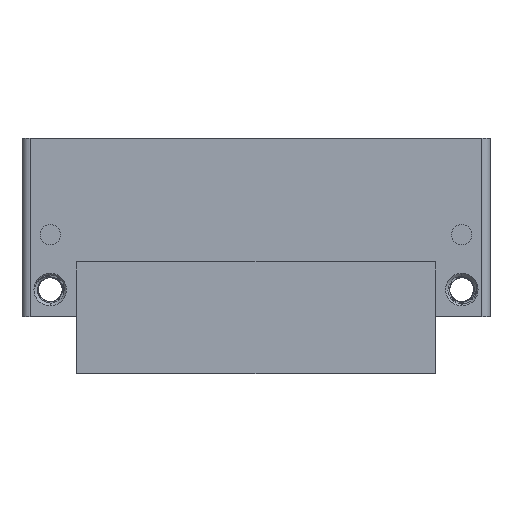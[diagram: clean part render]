
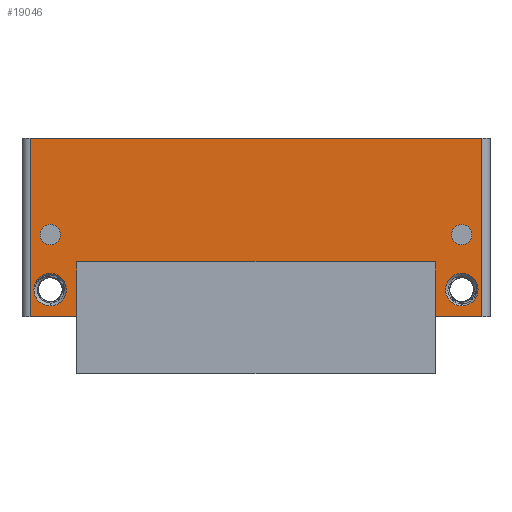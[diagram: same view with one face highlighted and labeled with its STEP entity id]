
A CAD part, front view. The second image highlights one B-rep face of the part: STEP entity #19046.
In plain terms, the highlighted planar face has unit normal (0, -1, 0).
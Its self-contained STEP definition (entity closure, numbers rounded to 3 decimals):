
#2556=DIRECTION('',(0.,0.,1.));
#2557=VECTOR('',#2556,8.74);
#2558=CARTESIAN_POINT('',(-11.08,-1.93,-5.99));
#2559=LINE('',#2558,#2557);
#2564=DIRECTION('',(-1.,0.,0.));
#2565=VECTOR('',#2564,22.16);
#2566=CARTESIAN_POINT('',(11.08,-1.93,2.75));
#2567=LINE('',#2566,#2565);
#2568=DIRECTION('',(1.,0.,0.));
#2569=VECTOR('',#2568,17.58);
#2570=CARTESIAN_POINT('',(-8.79,-1.93,-3.31));
#2571=LINE('',#2570,#2569);
#2572=DIRECTION('',(0.,0.,1.));
#2573=VECTOR('',#2572,2.68);
#2574=CARTESIAN_POINT('',(-8.79,-1.93,-5.99));
#2575=LINE('',#2574,#2573);
#2576=CARTESIAN_POINT('',(10.095,-1.93,-1.97));
#2577=DIRECTION('',(0.,1.,0.));
#2578=DIRECTION('',(0.,0.,-1.));
#2579=AXIS2_PLACEMENT_3D('',#2576,#2577,#2578);
#2581=CARTESIAN_POINT('',(10.095,-1.93,-1.97));
#2582=DIRECTION('',(0.,1.,0.));
#2583=DIRECTION('',(0.,0.,1.));
#2584=AXIS2_PLACEMENT_3D('',#2581,#2582,#2583);
#2586=CARTESIAN_POINT('',(-10.095,-1.93,-1.97));
#2587=DIRECTION('',(0.,1.,0.));
#2588=DIRECTION('',(0.,0.,-1.));
#2589=AXIS2_PLACEMENT_3D('',#2586,#2587,#2588);
#2591=CARTESIAN_POINT('',(-10.095,-1.93,-1.97));
#2592=DIRECTION('',(0.,1.,0.));
#2593=DIRECTION('',(0.,0.,1.));
#2594=AXIS2_PLACEMENT_3D('',#2591,#2592,#2593);
#2596=CARTESIAN_POINT('',(10.095,-1.93,-4.67));
#2597=DIRECTION('',(0.,1.,0.));
#2598=DIRECTION('',(0.,0.,-1.));
#2599=AXIS2_PLACEMENT_3D('',#2596,#2597,#2598);
#2601=CARTESIAN_POINT('',(10.095,-1.93,-4.67));
#2602=DIRECTION('',(0.,1.,0.));
#2603=DIRECTION('',(0.,0.,1.));
#2604=AXIS2_PLACEMENT_3D('',#2601,#2602,#2603);
#2606=CARTESIAN_POINT('',(-10.095,-1.93,-4.67));
#2607=DIRECTION('',(0.,1.,0.));
#2608=DIRECTION('',(0.,0.,-1.));
#2609=AXIS2_PLACEMENT_3D('',#2606,#2607,#2608);
#2611=CARTESIAN_POINT('',(-10.095,-1.93,-4.67));
#2612=DIRECTION('',(0.,1.,0.));
#2613=DIRECTION('',(0.,0.,1.));
#2614=AXIS2_PLACEMENT_3D('',#2611,#2612,#2613);
#2620=DIRECTION('',(0.,0.,-1.));
#2621=VECTOR('',#2620,8.74);
#2622=CARTESIAN_POINT('',(11.08,-1.93,2.75));
#2623=LINE('',#2622,#2621);
#2673=DIRECTION('',(-1.,0.,0.));
#2674=VECTOR('',#2673,2.29);
#2675=CARTESIAN_POINT('',(11.08,-1.93,-5.99));
#2676=LINE('',#2675,#2674);
#2702=DIRECTION('',(-1.,0.,0.));
#2703=VECTOR('',#2702,2.29);
#2704=CARTESIAN_POINT('',(-8.79,-1.93,-5.99));
#2705=LINE('',#2704,#2703);
#2764=DIRECTION('',(0.,0.,1.));
#2765=VECTOR('',#2764,2.68);
#2766=CARTESIAN_POINT('',(8.79,-1.93,-5.99));
#2767=LINE('',#2766,#2765);
#13050=CARTESIAN_POINT('',(-10.095,-1.93,-5.47));
#13052=VERTEX_POINT('',#13050);
#13173=CARTESIAN_POINT('',(-8.79,-1.93,-3.31));
#13175=VERTEX_POINT('',#13173);
#13198=CARTESIAN_POINT('',(-10.095,-1.93,-2.47));
#13200=VERTEX_POINT('',#13198);
#13240=CARTESIAN_POINT('',(11.08,-1.93,2.75));
#13242=VERTEX_POINT('',#13240);
#13383=CARTESIAN_POINT('',(10.095,-1.93,-1.47));
#13385=VERTEX_POINT('',#13383);
#14123=CARTESIAN_POINT('',(-10.095,-1.93,-1.47));
#14125=VERTEX_POINT('',#14123);
#14172=CARTESIAN_POINT('',(-10.095,-1.93,-3.87));
#14173=VERTEX_POINT('',#14172);
#14446=CARTESIAN_POINT('',(-8.79,-1.93,-5.99));
#14447=CARTESIAN_POINT('',(-11.08,-1.93,-5.99));
#14448=VERTEX_POINT('',#14446);
#14449=VERTEX_POINT('',#14447);
#14480=CARTESIAN_POINT('',(-11.08,-1.93,2.75));
#14481=VERTEX_POINT('',#14480);
#14518=CARTESIAN_POINT('',(10.095,-1.93,-3.87));
#14519=CARTESIAN_POINT('',(10.095,-1.93,-5.47));
#14520=VERTEX_POINT('',#14518);
#14521=VERTEX_POINT('',#14519);
#14936=CARTESIAN_POINT('',(8.79,-1.93,-3.31));
#14937=VERTEX_POINT('',#14936);
#14960=CARTESIAN_POINT('',(10.095,-1.93,-2.47));
#14961=VERTEX_POINT('',#14960);
#14982=CARTESIAN_POINT('',(11.08,-1.93,-5.99));
#14983=CARTESIAN_POINT('',(8.79,-1.93,-5.99));
#14984=VERTEX_POINT('',#14982);
#14985=VERTEX_POINT('',#14983);
#19001=CARTESIAN_POINT('',(-11.48,-1.93,2.75));
#19002=DIRECTION('',(0.,1.,0.));
#19003=DIRECTION('',(0.,0.,1.));
#19004=AXIS2_PLACEMENT_3D('',#19001,#19002,#19003);
#19005=PLANE('',#19004);
#19006=ORIENTED_EDGE('',*,*,#15469,.F.);
#19008=ORIENTED_EDGE('',*,*,#19007,.T.);
#19010=ORIENTED_EDGE('',*,*,#19009,.T.);
#19012=ORIENTED_EDGE('',*,*,#19011,.T.);
#19014=ORIENTED_EDGE('',*,*,#19013,.F.);
#19016=ORIENTED_EDGE('',*,*,#19015,.F.);
#19018=ORIENTED_EDGE('',*,*,#19017,.T.);
#19019=ORIENTED_EDGE('',*,*,#18993,.T.);
#19020=EDGE_LOOP('',(#19006,#19008,#19010,#19012,#19014,#19016,#19018,#19019));
#19021=FACE_OUTER_BOUND('',#19020,.F.);
#19023=ORIENTED_EDGE('',*,*,#19022,.F.);
#19025=ORIENTED_EDGE('',*,*,#19024,.F.);
#19026=EDGE_LOOP('',(#19023,#19025));
#19027=FACE_BOUND('',#19026,.F.);
#19029=ORIENTED_EDGE('',*,*,#19028,.F.);
#19031=ORIENTED_EDGE('',*,*,#19030,.F.);
#19032=EDGE_LOOP('',(#19029,#19031));
#19033=FACE_BOUND('',#19032,.F.);
#19035=ORIENTED_EDGE('',*,*,#19034,.F.);
#19037=ORIENTED_EDGE('',*,*,#19036,.F.);
#19038=EDGE_LOOP('',(#19035,#19037));
#19039=FACE_BOUND('',#19038,.F.);
#19041=ORIENTED_EDGE('',*,*,#19040,.F.);
#19043=ORIENTED_EDGE('',*,*,#19042,.F.);
#19044=EDGE_LOOP('',(#19041,#19043));
#19045=FACE_BOUND('',#19044,.F.);
#2580=CIRCLE('',#2579,0.5);
#2585=CIRCLE('',#2584,0.5);
#2590=CIRCLE('',#2589,0.5);
#2595=CIRCLE('',#2594,0.5);
#2600=CIRCLE('',#2599,0.8);
#2605=CIRCLE('',#2604,0.8);
#2610=CIRCLE('',#2609,0.8);
#2615=CIRCLE('',#2614,0.8);
#15469=EDGE_CURVE('',#13242,#14481,#2567,.T.);
#18993=EDGE_CURVE('',#14449,#14481,#2559,.T.);
#19007=EDGE_CURVE('',#13242,#14984,#2623,.T.);
#19009=EDGE_CURVE('',#14984,#14985,#2676,.T.);
#19011=EDGE_CURVE('',#14985,#14937,#2767,.T.);
#19013=EDGE_CURVE('',#13175,#14937,#2571,.T.);
#19015=EDGE_CURVE('',#14448,#13175,#2575,.T.);
#19017=EDGE_CURVE('',#14448,#14449,#2705,.T.);
#19022=EDGE_CURVE('',#14961,#13385,#2580,.T.);
#19024=EDGE_CURVE('',#13385,#14961,#2585,.T.);
#19028=EDGE_CURVE('',#13200,#14125,#2590,.T.);
#19030=EDGE_CURVE('',#14125,#13200,#2595,.T.);
#19034=EDGE_CURVE('',#14521,#14520,#2600,.T.);
#19036=EDGE_CURVE('',#14520,#14521,#2605,.T.);
#19040=EDGE_CURVE('',#13052,#14173,#2610,.T.);
#19042=EDGE_CURVE('',#14173,#13052,#2615,.T.);
#19046=ADVANCED_FACE('',(#19021,#19027,#19033,#19039,#19045),#19005,.F.);
